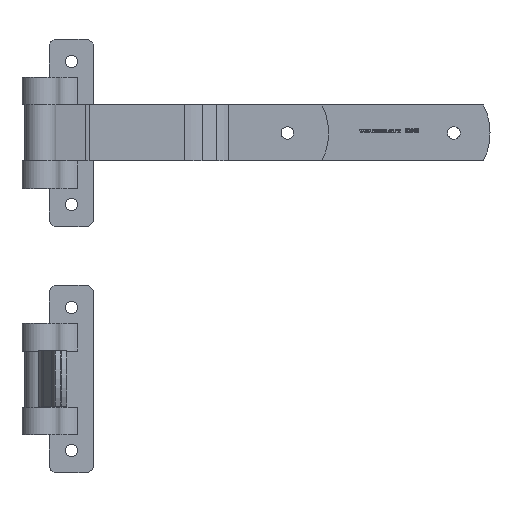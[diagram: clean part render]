
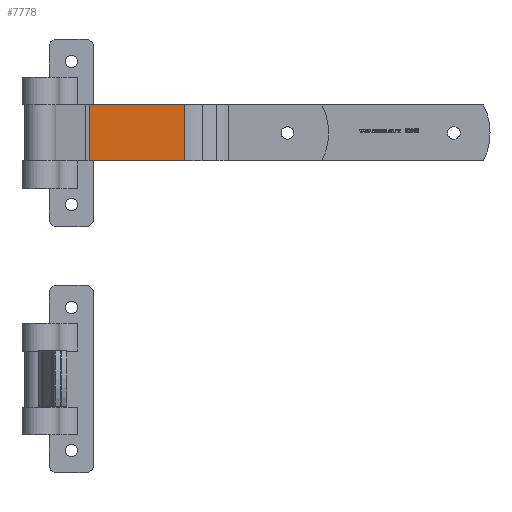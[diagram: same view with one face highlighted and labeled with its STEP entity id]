
A CAD part, top view. The second image highlights one B-rep face of the part: STEP entity #7778.
In plain terms, the highlighted face is planar.
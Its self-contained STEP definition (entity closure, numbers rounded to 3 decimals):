
#377 = CARTESIAN_POINT ( 'NONE',  ( 33.082, -1.05, -19. ) ) ;
#462 = AXIS2_PLACEMENT_3D ( 'NONE', #5014, #4898, #4840 ) ;
#848 = EDGE_CURVE ( 'NONE', #13067, #13286, #9732, .T. ) ;
#1412 = EDGE_CURVE ( 'NONE', #12015, #13067, #11380, .T. ) ;
#1873 = CARTESIAN_POINT ( 'NONE',  ( 97.663, -1.05, 19. ) ) ;
#2229 = PLANE ( 'NONE',  #462 ) ;
#4840 = DIRECTION ( 'NONE',  ( 1., 0., 0. ) ) ;
#4898 = DIRECTION ( 'NONE',  ( 0., -1., 0. ) ) ;
#5014 = CARTESIAN_POINT ( 'NONE',  ( 97.663, -1.05, 19. ) ) ;
#5601 = CARTESIAN_POINT ( 'NONE',  ( 97.663, -1.05, -19. ) ) ;
#6312 = EDGE_CURVE ( 'NONE', #12015, #17103, #7266, .T. ) ;
#6599 = DIRECTION ( 'NONE',  ( -1., 0., 0. ) ) ;
#7266 = LINE ( 'NONE', #11912, #15203 ) ;
#7335 = CARTESIAN_POINT ( 'NONE',  ( 97.663, -1.05, 19. ) ) ;
#7778 = ADVANCED_FACE ( 'NONE', ( #12058 ), #2229, .T. ) ;
#9147 = VECTOR ( 'NONE', #14977, 1000. ) ;
#9535 = EDGE_LOOP ( 'NONE', ( #10126, #16841, #15313, #17044 ) ) ;
#9698 = CARTESIAN_POINT ( 'NONE',  ( 33.082, -1.05, 19. ) ) ;
#9732 = LINE ( 'NONE', #5601, #16665 ) ;
#10126 = ORIENTED_EDGE ( 'NONE', *, *, #848, .F. ) ;
#11380 = LINE ( 'NONE', #1873, #15383 ) ;
#11912 = CARTESIAN_POINT ( 'NONE',  ( 97.663, -1.05, 19. ) ) ;
#12015 = VERTEX_POINT ( 'NONE', #7335 ) ;
#12058 = FACE_OUTER_BOUND ( 'NONE', #9535, .T. ) ;
#13067 = VERTEX_POINT ( 'NONE', #14635 ) ;
#13269 = EDGE_CURVE ( 'NONE', #17103, #13286, #16268, .T. ) ;
#13286 = VERTEX_POINT ( 'NONE', #377 ) ;
#14635 = CARTESIAN_POINT ( 'NONE',  ( 97.663, -1.05, -19. ) ) ;
#14887 = DIRECTION ( 'NONE',  ( -1., 0., 0. ) ) ;
#14977 = DIRECTION ( 'NONE',  ( 0., 0., -1. ) ) ;
#15203 = VECTOR ( 'NONE', #6599, 1000. ) ;
#15313 = ORIENTED_EDGE ( 'NONE', *, *, #6312, .T. ) ;
#15383 = VECTOR ( 'NONE', #15446, 1000. ) ;
#15446 = DIRECTION ( 'NONE',  ( 0., 0., -1. ) ) ;
#16268 = LINE ( 'NONE', #9698, #9147 ) ;
#16665 = VECTOR ( 'NONE', #14887, 1000. ) ;
#16693 = CARTESIAN_POINT ( 'NONE',  ( 33.082, -1.05, 19. ) ) ;
#16841 = ORIENTED_EDGE ( 'NONE', *, *, #1412, .F. ) ;
#17044 = ORIENTED_EDGE ( 'NONE', *, *, #13269, .T. ) ;
#17103 = VERTEX_POINT ( 'NONE', #16693 ) ;
